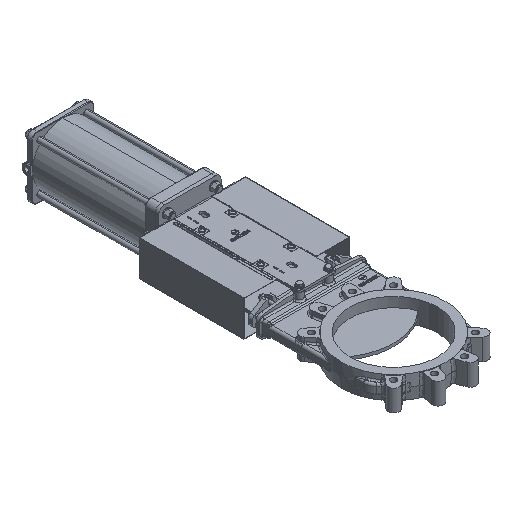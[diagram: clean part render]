
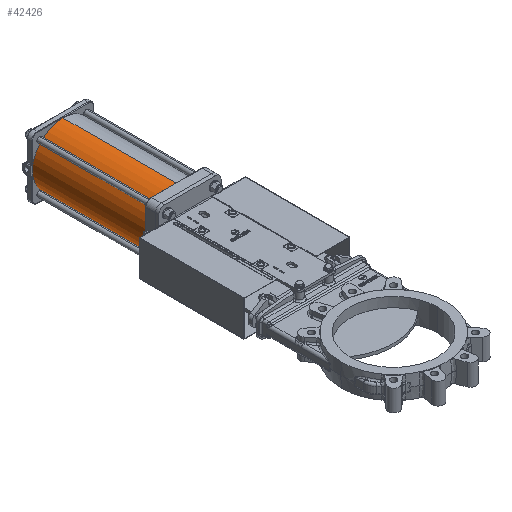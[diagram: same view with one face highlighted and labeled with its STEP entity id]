
A CAD part, isometric view. The second image highlights one B-rep face of the part: STEP entity #42426.
In plain terms, the highlighted cylindrical face has radius 105 mm (diameter 210 mm), a partial arc.
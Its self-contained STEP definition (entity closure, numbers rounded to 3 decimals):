
#209 = VERTEX_POINT ( 'NONE', #19339 ) ;
#210 = VERTEX_POINT ( 'NONE', #19340 ) ;
#211 = VERTEX_POINT ( 'NONE', #19341 ) ;
#212 = VERTEX_POINT ( 'NONE', #19342 ) ;
#5000 = CARTESIAN_POINT ( 'NONE',  ( 3., 753., 0. ) ) ;
#5001 = DIRECTION ( 'NONE',  ( 0., 1., 0. ) ) ;
#5002 = DIRECTION ( 'NONE',  ( 0., 0., 1. ) ) ;
#5051 = CARTESIAN_POINT ( 'NONE',  ( 3., 1144., 0. ) ) ;
#5052 = DIRECTION ( 'NONE',  ( 0., 1., 0. ) ) ;
#5053 = DIRECTION ( 'NONE',  ( 0., 0., 1. ) ) ;
#7779 = FACE_OUTER_BOUND ( 'NONE', #50067, .T. ) ;
#7783 = CYLINDRICAL_SURFACE ( 'NONE', #36350, 105. ) ;
#9957 = EDGE_CURVE ( 'NONE', #209, #210, #61737, .T. ) ;
#9974 = EDGE_CURVE ( 'NONE', #211, #212, #61830, .T. ) ;
#10796 = VECTOR ( 'NONE', #34443, 1000. ) ;
#10800 = VECTOR ( 'NONE', #34451, 1000. ) ;
#13435 = ORIENTED_EDGE ( 'NONE', *, *, #42594, .T. ) ;
#19339 = CARTESIAN_POINT ( 'NONE',  ( 3., 753., -105. ) ) ;
#19340 = CARTESIAN_POINT ( 'NONE',  ( 3., 753., 105. ) ) ;
#19341 = CARTESIAN_POINT ( 'NONE',  ( 3., 1144., -105. ) ) ;
#19342 = CARTESIAN_POINT ( 'NONE',  ( 3., 1144., 105. ) ) ;
#34442 = CARTESIAN_POINT ( 'NONE',  ( 3., 1144., 105. ) ) ;
#34443 = DIRECTION ( 'NONE',  ( 0., -1., 0. ) ) ;
#34450 = CARTESIAN_POINT ( 'NONE',  ( 3., 1144., -105. ) ) ;
#34451 = DIRECTION ( 'NONE',  ( 0., -1., 0. ) ) ;
#35606 = CARTESIAN_POINT ( 'NONE',  ( 3., 1144., 0. ) ) ;
#35607 = DIRECTION ( 'NONE',  ( 0., -1., 0. ) ) ;
#35608 = DIRECTION ( 'NONE',  ( 0., 0., -1. ) ) ;
#36350 = AXIS2_PLACEMENT_3D ( 'NONE', #35606, #35607, #35608 ) ;
#39729 = LINE ( 'NONE', #34442, #10796 ) ;
#39730 = LINE ( 'NONE', #34450, #10800 ) ;
#42426 = ADVANCED_FACE ( 'NONE', ( #7779 ), #7783, .T. ) ;
#42591 = EDGE_CURVE ( 'NONE', #212, #210, #39729, .T. ) ;
#42594 = EDGE_CURVE ( 'NONE', #211, #209, #39730, .T. ) ;
#49733 = ORIENTED_EDGE ( 'NONE', *, *, #42591, .F. ) ;
#49734 = ORIENTED_EDGE ( 'NONE', *, *, #9974, .F. ) ;
#49735 = ORIENTED_EDGE ( 'NONE', *, *, #9957, .T. ) ;
#50067 = EDGE_LOOP ( 'NONE', ( #49733, #49734, #13435, #49735 ) ) ;
#61733 = AXIS2_PLACEMENT_3D ( 'NONE', #5000, #5001, #5002 ) ;
#61737 = CIRCLE ( 'NONE', #61733, 105. ) ;
#61830 = CIRCLE ( 'NONE', #61831, 105. ) ;
#61831 = AXIS2_PLACEMENT_3D ( 'NONE', #5051, #5052, #5053 ) ;
